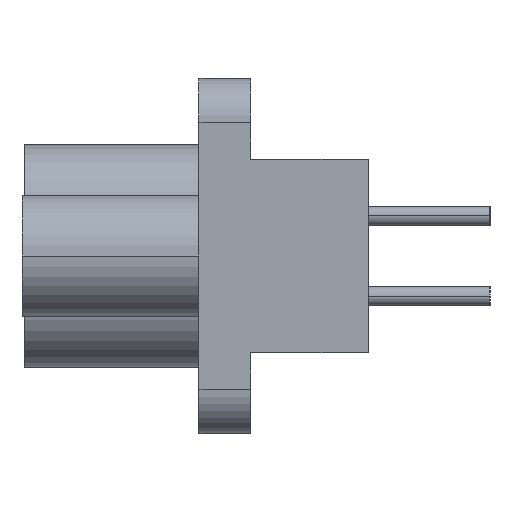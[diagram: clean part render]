
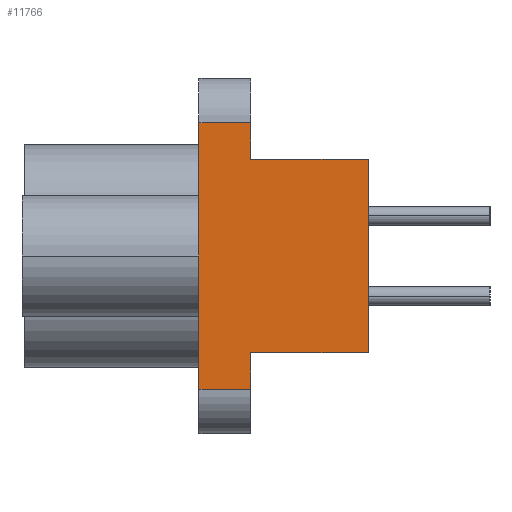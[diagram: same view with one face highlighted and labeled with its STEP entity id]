
A CAD part, left-side view. The second image highlights one B-rep face of the part: STEP entity #11766.
In plain terms, the highlighted planar face has unit normal (-1, 0, 0).
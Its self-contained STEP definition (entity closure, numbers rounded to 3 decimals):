
#94=DIRECTION('',(0.,0.,1.));
#95=VECTOR('',#94,1.295);
#96=CARTESIAN_POINT('',(-34.696,-1.422,-4.724));
#97=LINE('',#96,#95);
#102=DIRECTION('',(0.,0.,1.));
#103=VECTOR('',#102,1.295);
#104=CARTESIAN_POINT('',(-34.696,-1.422,3.429));
#105=LINE('',#104,#103);
#136=DIRECTION('',(0.,-1.,0.));
#137=VECTOR('',#136,4.166);
#138=CARTESIAN_POINT('',(-34.696,-1.422,-3.429));
#139=LINE('',#138,#137);
#152=DIRECTION('',(0.,0.,-1.));
#153=VECTOR('',#152,6.858);
#154=CARTESIAN_POINT('',(-34.696,-5.588,3.429));
#155=LINE('',#154,#153);
#196=DIRECTION('',(0.,-1.,0.));
#197=VECTOR('',#196,4.166);
#198=CARTESIAN_POINT('',(-34.696,-1.422,3.429));
#199=LINE('',#198,#197);
#200=DIRECTION('',(0.,1.,0.));
#201=VECTOR('',#200,1.834);
#202=CARTESIAN_POINT('',(-34.696,-1.422,-4.724));
#203=LINE('',#202,#201);
#236=DIRECTION('',(0.,1.,0.));
#237=VECTOR('',#236,1.834);
#238=CARTESIAN_POINT('',(-34.696,-1.422,4.724));
#239=LINE('',#238,#237);
#240=DIRECTION('',(0.,0.,1.));
#241=VECTOR('',#240,9.449);
#242=CARTESIAN_POINT('',(-34.696,0.411,-4.724));
#243=LINE('',#242,#241);
#8932=CARTESIAN_POINT('',(-34.696,-1.422,4.724));
#8934=VERTEX_POINT('',#8932);
#8946=CARTESIAN_POINT('',(-34.696,-1.422,-4.724));
#8947=VERTEX_POINT('',#8946);
#8948=CARTESIAN_POINT('',(-34.696,0.411,-4.724));
#8949=CARTESIAN_POINT('',(-34.696,0.411,4.724));
#8950=VERTEX_POINT('',#8948);
#8951=VERTEX_POINT('',#8949);
#8996=CARTESIAN_POINT('',(-34.696,-5.588,3.429));
#8997=CARTESIAN_POINT('',(-34.696,-5.588,-3.429));
#8998=VERTEX_POINT('',#8996);
#8999=VERTEX_POINT('',#8997);
#9004=CARTESIAN_POINT('',(-34.696,-1.422,-3.429));
#9006=VERTEX_POINT('',#9004);
#9008=CARTESIAN_POINT('',(-34.696,-1.422,3.429));
#9010=VERTEX_POINT('',#9008);
#11747=CARTESIAN_POINT('',(-34.696,-1.422,-4.724));
#11748=DIRECTION('',(-1.,0.,0.));
#11749=DIRECTION('',(0.,0.,1.));
#11750=AXIS2_PLACEMENT_3D('',#11747,#11748,#11749);
#11751=PLANE('',#11750);
#11752=ORIENTED_EDGE('',*,*,#11655,.F.);
#11754=ORIENTED_EDGE('',*,*,#11753,.T.);
#11755=ORIENTED_EDGE('',*,*,#11713,.T.);
#11756=ORIENTED_EDGE('',*,*,#11684,.F.);
#11757=ORIENTED_EDGE('',*,*,#11643,.F.);
#11759=ORIENTED_EDGE('',*,*,#11758,.T.);
#11761=ORIENTED_EDGE('',*,*,#11760,.T.);
#11763=ORIENTED_EDGE('',*,*,#11762,.F.);
#11764=EDGE_LOOP('',(#11752,#11754,#11755,#11756,#11757,#11759,#11761,#11763));
#11765=FACE_OUTER_BOUND('',#11764,.F.);
#11766=ADVANCED_FACE('',(#11765),#11751,.T.);
#11643=EDGE_CURVE('',#8947,#9006,#97,.T.);
#11655=EDGE_CURVE('',#9010,#8934,#105,.T.);
#11684=EDGE_CURVE('',#9006,#8999,#139,.T.);
#11713=EDGE_CURVE('',#8998,#8999,#155,.T.);
#11753=EDGE_CURVE('',#9010,#8998,#199,.T.);
#11758=EDGE_CURVE('',#8947,#8950,#203,.T.);
#11760=EDGE_CURVE('',#8950,#8951,#243,.T.);
#11762=EDGE_CURVE('',#8934,#8951,#239,.T.);
